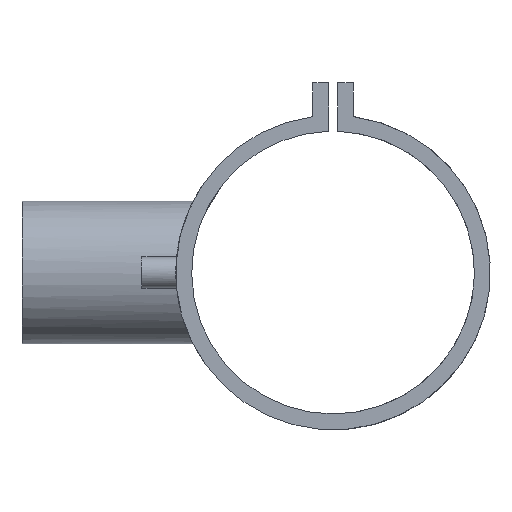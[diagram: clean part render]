
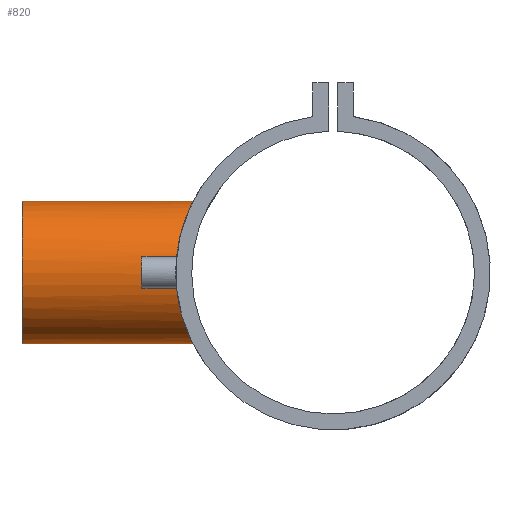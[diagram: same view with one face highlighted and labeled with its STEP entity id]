
A CAD part, left-side view. The second image highlights one B-rep face of the part: STEP entity #820.
In plain terms, the highlighted cylindrical face has radius 31.5 mm (diameter 63 mm), a partial arc.
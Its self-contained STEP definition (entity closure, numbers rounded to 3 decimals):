
#23 = CARTESIAN_POINT ( 'NONE',  ( -29.256, 68.512, -11.688 ) ) ;
#36 = CARTESIAN_POINT ( 'NONE',  ( -29.805, 68.748, 10.247 ) ) ;
#49 = CARTESIAN_POINT ( 'NONE',  ( -31.488, 69.494, -1.028 ) ) ;
#58 = CARTESIAN_POINT ( 'NONE',  ( -22.987, 66.075, 21.561 ) ) ;
#69 = CARTESIAN_POINT ( 'NONE',  ( -13.077, 63.31, -28.676 ) ) ;
#103 = CARTESIAN_POINT ( 'NONE',  ( 0., 0., 31.5 ) ) ;
#125 = ORIENTED_EDGE ( 'NONE', *, *, #385, .T. ) ;
#155 = ORIENTED_EDGE ( 'NONE', *, *, #954, .F. ) ;
#156 = CARTESIAN_POINT ( 'NONE',  ( -4.184, 62.06, 31.29 ) ) ;
#158 = EDGE_LOOP ( 'NONE', ( #155, #425, #125, #1107 ) ) ;
#182 = CARTESIAN_POINT ( 'NONE',  ( -2.08, 61.952, -31.5 ) ) ;
#195 = CARTESIAN_POINT ( 'NONE',  ( -20.807, 65.339, -23.736 ) ) ;
#201 = CARTESIAN_POINT ( 'NONE',  ( 0., 137.5, 31.5 ) ) ;
#205 = CARTESIAN_POINT ( 'NONE',  ( -15.354, 63.824, -27.51 ) ) ;
#210 = DIRECTION ( 'NONE',  ( 0., 1., 0. ) ) ;
#217 = CARTESIAN_POINT ( 'NONE',  ( -19.625, 64.984, 24.645 ) ) ;
#226 = CARTESIAN_POINT ( 'NONE',  ( -27.297, 67.691, 15.854 ) ) ;
#227 = EDGE_CURVE ( 'NONE', #522, #524, #716, .T. ) ;
#241 = LINE ( 'NONE', #103, #1319 ) ;
#299 = EDGE_CURVE ( 'NONE', #1436, #1755, #997, .T. ) ;
#317 = CARTESIAN_POINT ( 'NONE',  ( -7.241, 62.365, -30.674 ) ) ;
#320 = DIRECTION ( 'NONE',  ( 0., 0., 1. ) ) ;
#326 = CARTESIAN_POINT ( 'NONE',  ( -29.964, 68.817, -9.731 ) ) ;
#337 = CARTESIAN_POINT ( 'NONE',  ( -31.292, 69.405, 4.173 ) ) ;
#348 = CARTESIAN_POINT ( 'NONE',  ( -14.058, 63.499, 28.264 ) ) ;
#357 = CARTESIAN_POINT ( 'NONE',  ( -11.189, 62.947, -29.463 ) ) ;
#364 = AXIS2_PLACEMENT_3D ( 'NONE', #484, #210, #320 ) ;
#385 = EDGE_CURVE ( 'NONE', #1436, #524, #241, .T. ) ;
#395 = CARTESIAN_POINT ( 'NONE',  ( 0., 0., -31.5 ) ) ;
#425 = ORIENTED_EDGE ( 'NONE', *, *, #299, .F. ) ;
#451 = CARTESIAN_POINT ( 'NONE',  ( -8.238, 62.489, 30.422 ) ) ;
#462 = CARTESIAN_POINT ( 'NONE',  ( -10.225, 62.782, -29.812 ) ) ;
#472 = CARTESIAN_POINT ( 'NONE',  ( -11.685, 63.042, 29.257 ) ) ;
#480 = CARTESIAN_POINT ( 'NONE',  ( -31.499, 69.499, 2.108 ) ) ;
#484 = CARTESIAN_POINT ( 'NONE',  ( 0., 137.5, 0. ) ) ;
#493 = CARTESIAN_POINT ( 'NONE',  ( -11.204, 62.955, 29.445 ) ) ;
#502 = CARTESIAN_POINT ( 'NONE',  ( -25.866, 67.134, 17.985 ) ) ;
#515 = CYLINDRICAL_SURFACE ( 'NONE', #1470, 31.5 ) ;
#522 = VERTEX_POINT ( 'NONE', #1044 ) ;
#524 = VERTEX_POINT ( 'NONE', #201 ) ;
#596 = CARTESIAN_POINT ( 'NONE',  ( -22.963, 66.067, -21.586 ) ) ;
#609 = CARTESIAN_POINT ( 'NONE',  ( -24.955, 66.788, 19.229 ) ) ;
#621 = CARTESIAN_POINT ( 'NONE',  ( -23.669, 66.316, 20.81 ) ) ;
#645 = CARTESIAN_POINT ( 'NONE',  ( -31.396, 69.453, -2.607 ) ) ;
#715 = CARTESIAN_POINT ( 'NONE',  ( -7.232, 62.364, 30.676 ) ) ;
#716 = CIRCLE ( 'NONE', #364, 31.5 ) ;
#737 = CARTESIAN_POINT ( 'NONE',  ( -9.732, 62.709, 29.963 ) ) ;
#747 = CARTESIAN_POINT ( 'NONE',  ( -29.453, 68.595, 11.218 ) ) ;
#760 = CARTESIAN_POINT ( 'NONE',  ( 0., 61.952, 31.5 ) ) ;
#779 = CARTESIAN_POINT ( 'NONE',  ( -16.682, 64.157, -26.725 ) ) ;
#795 = CARTESIAN_POINT ( 'NONE',  ( -30.264, 68.948, 8.754 ) ) ;
#820 = ADVANCED_FACE ( 'NONE', ( #1385 ), #515, .T. ) ;
#822 = CARTESIAN_POINT ( 'NONE',  ( 0., 61.952, -31.5 ) ) ;
#863 = CARTESIAN_POINT ( 'NONE',  ( -2.113, 61.952, 31.5 ) ) ;
#890 = CARTESIAN_POINT ( 'NONE',  ( -31.436, 69.471, -2.079 ) ) ;
#898 = CARTESIAN_POINT ( 'NONE',  ( -29.446, 68.593, -11.201 ) ) ;
#912 = CARTESIAN_POINT ( 'NONE',  ( -20.804, 65.347, 23.675 ) ) ;
#920 = CARTESIAN_POINT ( 'NONE',  ( -23.65, 66.309, -20.833 ) ) ;
#954 = EDGE_CURVE ( 'NONE', #1755, #522, #1680, .T. ) ;
#968 = DIRECTION ( 'NONE',  ( 0., 1., 0. ) ) ;
#997 = B_SPLINE_CURVE_WITH_KNOTS ( 'NONE', 3,
 ( #1734, #863, #156, #715, #451, #737, #1294, #493, #472, #348, #1613, #1345, #1762, #1321, #217, #912, #1197, #58, #621, #1643, #609, #1499, #502, #226, #1059, #747, #36, #795, #1334, #1477, #1488, #337, #480, #1189, #49, #890, #645, #1180, #1603, #1469, #1751, #326, #1068, #898, #23, #1170, #1774, #1785, #1633, #920, #596, #195, #1743, #1047, #779, #1037, #205, #1356, #69, #357, #462, #1029, #317, #1457, #182, #822 ),
 .UNSPECIFIED., .F., .F.,
 ( 4, 2, 2, 2, 2, 2, 2, 2, 2, 2, 2, 2, 2, 2, 2, 2, 2, 2, 2, 2, 2, 2, 2, 2, 2, 2, 2, 2, 2, 2, 2, 2, 4 ),
 ( 0., 0.006, 0.009, 0.011, 0.012, 0.019, 0.02, 0.022, 0.025, 0.028, 0.03, 0.031, 0.037, 0.041, 0.042, 0.044, 0.05, 0.051, 0.053, 0.056, 0.059, 0.061, 0.062, 0.069, 0.072, 0.075, 0.081, 0.083, 0.084, 0.087, 0.09, 0.094, 0.1 ),
 .UNSPECIFIED. ) ;
#1029 = CARTESIAN_POINT ( 'NONE',  ( -8.252, 62.491, -30.418 ) ) ;
#1037 = CARTESIAN_POINT ( 'NONE',  ( -15.8, 63.933, -27.256 ) ) ;
#1044 = CARTESIAN_POINT ( 'NONE',  ( 0., 137.5, -31.5 ) ) ;
#1047 = CARTESIAN_POINT ( 'NONE',  ( -17.117, 64.271, -26.449 ) ) ;
#1059 = CARTESIAN_POINT ( 'NONE',  ( -28.264, 68.091, 14.056 ) ) ;
#1068 = CARTESIAN_POINT ( 'NONE',  ( -29.799, 68.746, -10.223 ) ) ;
#1085 = CARTESIAN_POINT ( 'NONE',  ( 0., 0., 0. ) ) ;
#1107 = ORIENTED_EDGE ( 'NONE', *, *, #227, .F. ) ;
#1144 = DIRECTION ( 'NONE',  ( 0., 0., 1. ) ) ;
#1170 = CARTESIAN_POINT ( 'NONE',  ( -28.253, 68.086, -14.084 ) ) ;
#1173 = VECTOR ( 'NONE', #968, 1000. ) ;
#1180 = CARTESIAN_POINT ( 'NONE',  ( -31.24, 69.382, -4.174 ) ) ;
#1189 = CARTESIAN_POINT ( 'NONE',  ( -31.5, 69.5, -0.504 ) ) ;
#1197 = CARTESIAN_POINT ( 'NONE',  ( -21.555, 65.591, 22.993 ) ) ;
#1242 = DIRECTION ( 'NONE',  ( 0., 1., 0. ) ) ;
#1294 = CARTESIAN_POINT ( 'NONE',  ( -10.228, 62.788, 29.798 ) ) ;
#1319 = VECTOR ( 'NONE', #1690, 1000. ) ;
#1321 = CARTESIAN_POINT ( 'NONE',  ( -19.223, 64.864, 24.96 ) ) ;
#1334 = CARTESIAN_POINT ( 'NONE',  ( -30.405, 69.011, 8.249 ) ) ;
#1345 = CARTESIAN_POINT ( 'NONE',  ( -17.98, 64.507, 25.869 ) ) ;
#1356 = CARTESIAN_POINT ( 'NONE',  ( -14., 63.508, -28.237 ) ) ;
#1385 = FACE_OUTER_BOUND ( 'NONE', #158, .T. ) ;
#1436 = VERTEX_POINT ( 'NONE', #760 ) ;
#1457 = CARTESIAN_POINT ( 'NONE',  ( -4.151, 62.057, -31.296 ) ) ;
#1469 = CARTESIAN_POINT ( 'NONE',  ( -30.674, 69.129, -7.24 ) ) ;
#1470 = AXIS2_PLACEMENT_3D ( 'NONE', #1085, #1242, #1144 ) ;
#1471 = CARTESIAN_POINT ( 'NONE',  ( 0., 61.952, -31.5 ) ) ;
#1477 = CARTESIAN_POINT ( 'NONE',  ( -30.663, 69.124, 7.234 ) ) ;
#1488 = CARTESIAN_POINT ( 'NONE',  ( -30.778, 69.176, 6.725 ) ) ;
#1499 = CARTESIAN_POINT ( 'NONE',  ( -25.568, 67.02, 18.407 ) ) ;
#1603 = CARTESIAN_POINT ( 'NONE',  ( -31.084, 69.312, -5.205 ) ) ;
#1613 = CARTESIAN_POINT ( 'NONE',  ( -15.855, 63.927, 27.296 ) ) ;
#1633 = CARTESIAN_POINT ( 'NONE',  ( -24.957, 66.787, -19.247 ) ) ;
#1643 = CARTESIAN_POINT ( 'NONE',  ( -24.64, 66.671, 19.631 ) ) ;
#1680 = LINE ( 'NONE', #395, #1173 ) ;
#1690 = DIRECTION ( 'NONE',  ( 0., 1., 0. ) ) ;
#1734 = CARTESIAN_POINT ( 'NONE',  ( 0., 61.952, 31.5 ) ) ;
#1743 = CARTESIAN_POINT ( 'NONE',  ( -19.243, 64.851, -25.023 ) ) ;
#1751 = CARTESIAN_POINT ( 'NONE',  ( -30.42, 69.017, -8.245 ) ) ;
#1755 = VERTEX_POINT ( 'NONE', #1471 ) ;
#1762 = CARTESIAN_POINT ( 'NONE',  ( -18.4, 64.625, 25.572 ) ) ;
#1774 = CARTESIAN_POINT ( 'NONE',  ( -27.278, 67.683, -15.885 ) ) ;
#1785 = CARTESIAN_POINT ( 'NONE',  ( -25.569, 67.019, -18.426 ) ) ;
